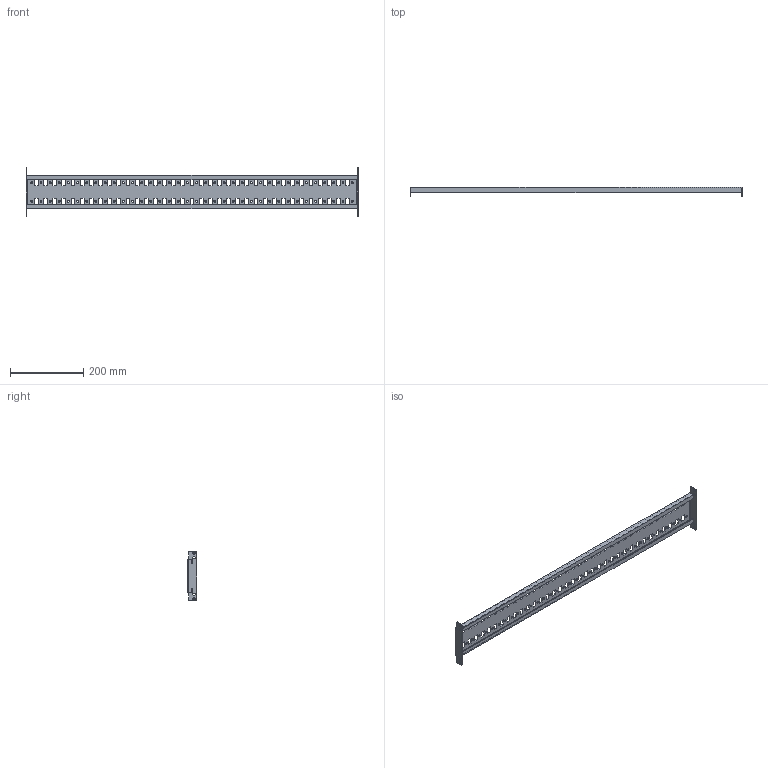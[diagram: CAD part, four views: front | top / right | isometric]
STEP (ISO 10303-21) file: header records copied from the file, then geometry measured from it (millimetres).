
FILE_DESCRIPTION (( 'STEP AP214' ), '1' );
FILE_NAME ('Ðåéêà îñíîâàíèÿ Â 1000.STEP', '2022-03-31T13:33:09', ( '' ), ( '' ), 'SwSTEP 2.0', 'SolidWorks 2017', '' );
FILE_SCHEMA (( 'AUTOMOTIVE_DESIGN' ));
Length unit declared in the file: millimetre
Products named in the file (1): Ðåéêà îñíîâàíèÿ Â 1000
Bounding box: 907 x 25 x 136 mm (x, y, z)
Volume: 232552.2 mm3; surface area: 243117.5 mm2
Topology: 1 solids, 1 shells, 482 faces, 1436 edges, 956 vertices
Faces by surface type: plane 322, cylinder 160
Entity records: 16782 total; most frequent: CARTESIAN_POINT 2875, ORIENTED_EDGE 2872, DIRECTION 2722, EDGE_CURVE 1436, LINE 1116, VECTOR 1116, VERTEX_POINT 956, AXIS2_PLACEMENT_3D 803
